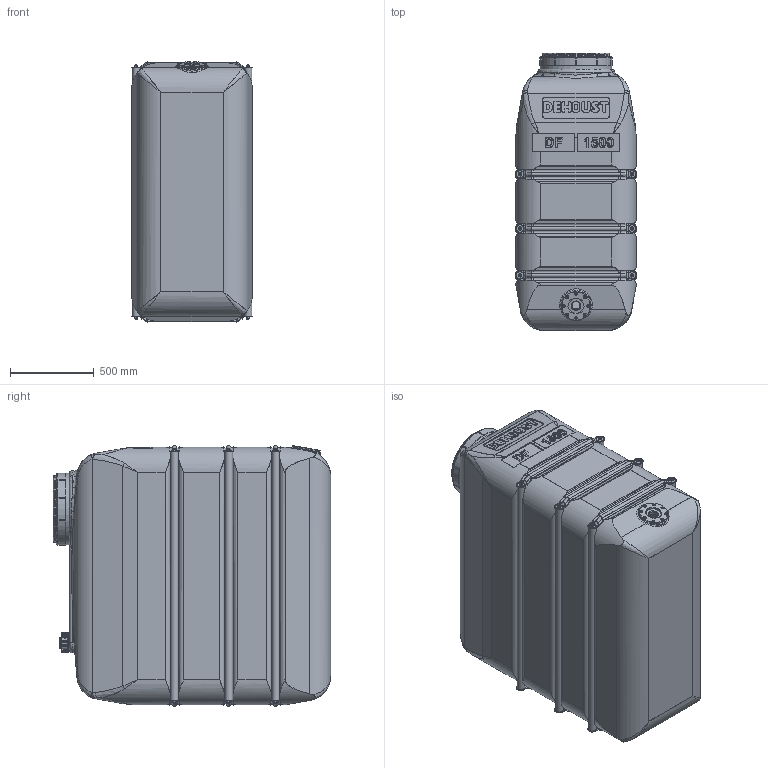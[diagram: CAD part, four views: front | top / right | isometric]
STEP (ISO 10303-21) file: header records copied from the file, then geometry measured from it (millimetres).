
FILE_DESCRIPTION(/* description */ (''),/* implementation_level */ '2;1');
FILE_NAME(/* name */ 'D625972_-DF-1500.stp',/* time_stamp */ '2023-11-01T10:31:40+01:00',/* author */ ('depo'),/* organization */ (''),/* preprocessor_version */ 'ST-DEVELOPER v18.1',/* originating_system */ 'Autodesk Inventor 2022',/* authorisation */ '');
FILE_SCHEMA (('AUTOMOTIVE_DESIGN { 1 0 10303 214 3 1 1 }'));
Products named in the file (15): D625972; DF-1500 C; Bandage-1500; Längsbandage-1500; Kopfband-kurz; DIN 934 - M12; DIN 933 - M12  x 35; 203032; DEHOUST_Schriftzug; 203046; 203045; 203031; 203036; 203037; 203044
Assembly tree (24 placements, depth 3):
  D625972
    DF-1500 C
    Bandage-1500  x3
      Längsbandage-1500
      Kopfband-kurz
      DIN 933 - M12  x 35
      DIN 934 - M12
    203032
    DEHOUST_Schriftzug
    203046
    203045
    203031
    203036
    203037
    203044
Bounding box: 727 x 1659.5 x 1560.32 mm (x, y, z)
Volume: 11083268.6 mm3; surface area: 20806014.5 mm2
Topology: 59 solids, 59 shells, 1964 faces, 4961 edges, 3160 vertices
Faces by surface type: plane 738, cylinder 503, bspline 467, cone 152, torus 98, sphere 6
Full cylindrical faces by diameter (mm): 7 x8, 8 x8, 10.106 x12, 11.053 x12, 12 x12, 17.2 x12, 44 x6, 46 x6, 48 x1, 56 x1, 56.656 x1, 58 x1, 58.5 x1, 61 x1, 64 x1, 65 x1, 66 x1, 68 x1, 73 x1, 75 x1, 76 x1, 81.5 x1, 83.5 x1, 84.2 x3, 85 x1, 86 x1, 86.2 x3, 90 x3, 92 x1, 96 x2
Entity records: 53802 total; most frequent: CARTESIAN_POINT 24672, ORIENTED_EDGE 6388, DIRECTION 5141, EDGE_CURVE 3194, VERTEX_POINT 2045, AXIS2_PLACEMENT_3D 1876, LINE 1389, VECTOR 1389
